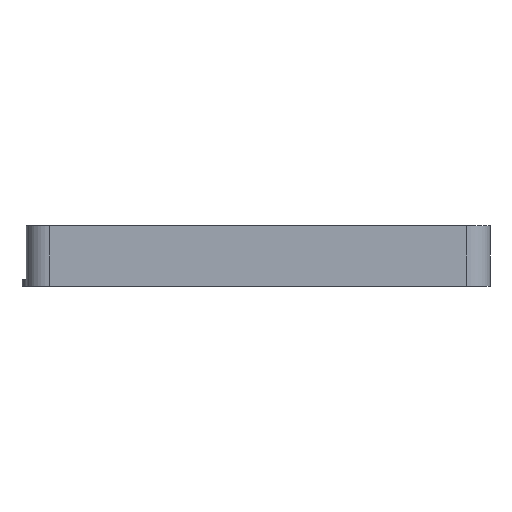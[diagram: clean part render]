
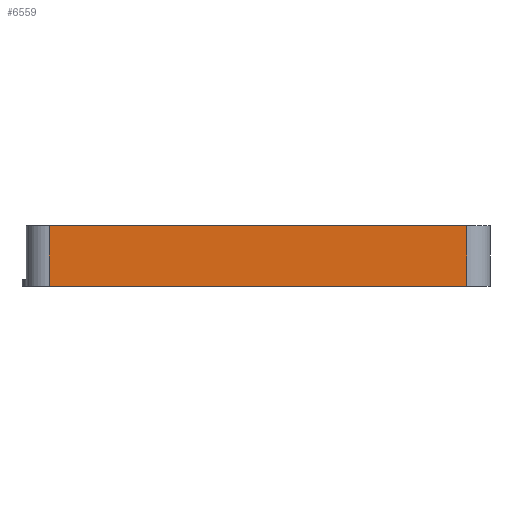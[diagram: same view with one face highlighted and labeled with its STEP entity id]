
A CAD part, left-side view. The second image highlights one B-rep face of the part: STEP entity #6559.
In plain terms, the highlighted planar face has unit normal (-1, 0, 0).
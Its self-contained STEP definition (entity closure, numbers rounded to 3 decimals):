
#1056=FACE_OUTER_BOUND('',#1520,.T.);
#1520=EDGE_LOOP('',(#5952,#5953,#5954,#5955));
#2059=LINE('',#11877,#2609);
#2060=LINE('',#11880,#2610);
#2072=LINE('',#11918,#2622);
#2073=LINE('',#11919,#2623);
#2609=VECTOR('',#8354,10.);
#2610=VECTOR('',#8357,10.);
#2622=VECTOR('',#8385,10.);
#2623=VECTOR('',#8386,10.);
#3228=VERTEX_POINT('',#11870);
#3231=VERTEX_POINT('',#11875);
#3232=VERTEX_POINT('',#11879);
#3250=VERTEX_POINT('',#11917);
#4139=EDGE_CURVE('',#3231,#3228,#2059,.T.);
#4140=EDGE_CURVE('',#3228,#3232,#2060,.T.);
#4159=EDGE_CURVE('',#3250,#3231,#2072,.T.);
#4160=EDGE_CURVE('',#3232,#3250,#2073,.T.);
#5952=ORIENTED_EDGE('',*,*,#4139,.F.);
#5953=ORIENTED_EDGE('',*,*,#4159,.F.);
#5954=ORIENTED_EDGE('',*,*,#4160,.F.);
#5955=ORIENTED_EDGE('',*,*,#4140,.F.);
#6202=PLANE('',#7024);
#6559=ADVANCED_FACE('',(#1056),#6202,.T.);
#7024=AXIS2_PLACEMENT_3D('',#11916,#8383,#8384);
#8354=DIRECTION('',(0.,0.,1.));
#8357=DIRECTION('',(0.,-1.,0.));
#8383=DIRECTION('center_axis',(-1.,0.,0.));
#8384=DIRECTION('ref_axis',(0.,-1.,0.));
#8385=DIRECTION('',(0.,1.,0.));
#8386=DIRECTION('',(0.,0.,-1.));
#11870=CARTESIAN_POINT('',(-9.5,84.5,13.));
#11875=CARTESIAN_POINT('',(-9.5,84.5,0.));
#11877=CARTESIAN_POINT('',(-9.5,84.5,0.));
#11879=CARTESIAN_POINT('',(-9.5,-5.5,13.));
#11880=CARTESIAN_POINT('',(-9.5,-10.5,13.));
#11916=CARTESIAN_POINT('Origin',(-9.5,89.5,0.));
#11917=CARTESIAN_POINT('',(-9.5,-5.5,0.));
#11918=CARTESIAN_POINT('',(-9.5,-10.5,0.));
#11919=CARTESIAN_POINT('',(-9.5,-5.5,0.));
